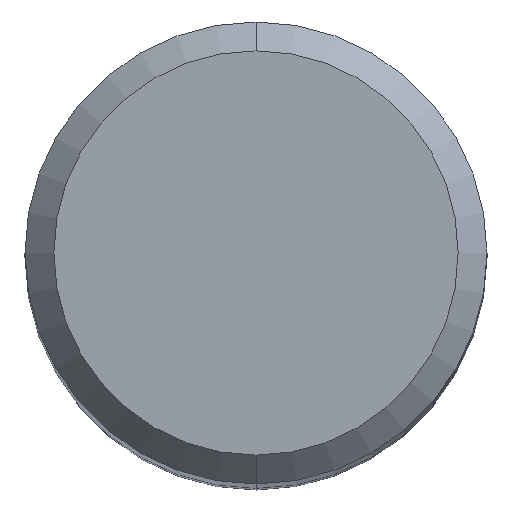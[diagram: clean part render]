
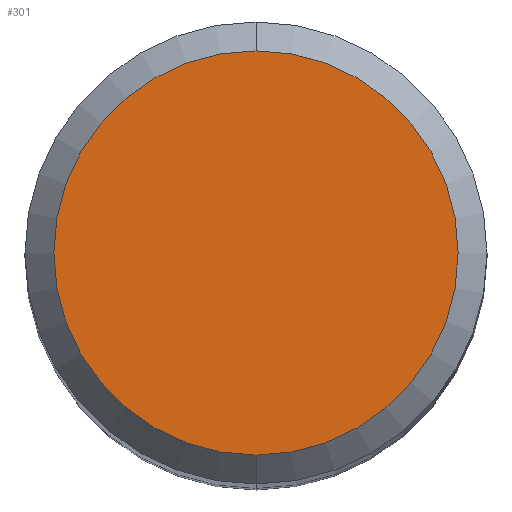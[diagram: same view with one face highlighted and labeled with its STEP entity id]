
A CAD part, top view. The second image highlights one B-rep face of the part: STEP entity #301.
In plain terms, the highlighted planar face has unit normal (0, 0, 1).
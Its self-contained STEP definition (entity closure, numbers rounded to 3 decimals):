
#153=VERTEX_POINT('',#387);
#211=VERTEX_POINT('',#450);
#253=EDGE_CURVE('',#153,#211,#497,.T.);
#301=ADVANCED_FACE('',(#553),#554,.T.);
#321=EDGE_CURVE('',#211,#153,#575,.T.);
#387=CARTESIAN_POINT('',(0.,-2.8,0.0));
#450=CARTESIAN_POINT('',(0.0,2.8,0.0));
#497=CIRCLE('',#788,2.8);
#553=FACE_OUTER_BOUND('',#857,.T.);
#554=PLANE('',#858);
#575=CIRCLE('',#888,2.8);
#788=AXIS2_PLACEMENT_3D('',#1084,#1085,#1086);
#857=EDGE_LOOP('',(#1167,#1168));
#858=AXIS2_PLACEMENT_3D('',#1169,#1170,#1171);
#888=AXIS2_PLACEMENT_3D('',#1194,#1195,#1196);
#1084=CARTESIAN_POINT('',(0.0,0.0,0.0));
#1085=DIRECTION('',(0.0,0.0,-1.0));
#1086=DIRECTION('',(0.0,1.0,0.0));
#1167=ORIENTED_EDGE('',*,*,#321,.F.);
#1168=ORIENTED_EDGE('',*,*,#253,.F.);
#1169=CARTESIAN_POINT('',(0.0,1.4,0.0));
#1170=DIRECTION('',(-0.0,0.0,1.0));
#1171=DIRECTION('',(0.0,-1.0,0.0));
#1194=CARTESIAN_POINT('',(0.0,0.0,0.0));
#1195=DIRECTION('',(0.0,0.0,-1.0));
#1196=DIRECTION('',(0.0,1.0,0.0));
